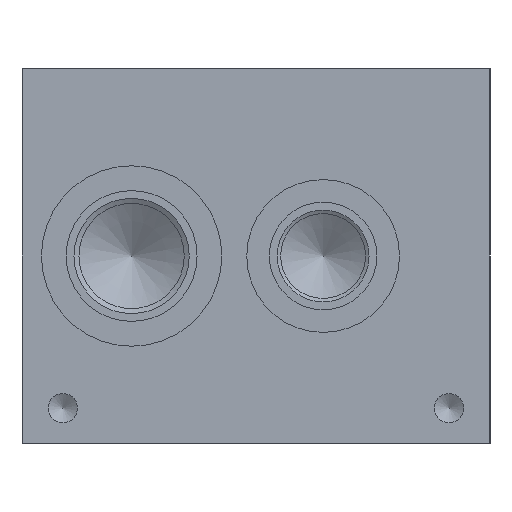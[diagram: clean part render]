
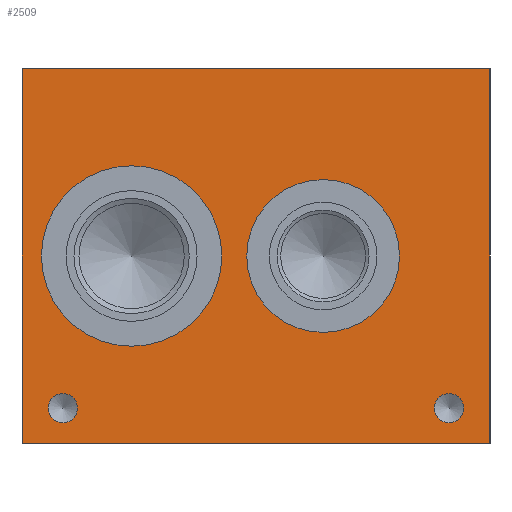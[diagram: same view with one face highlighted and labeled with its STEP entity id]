
A CAD part, left-side view. The second image highlights one B-rep face of the part: STEP entity #2509.
In plain terms, the highlighted planar face has unit normal (-1, 0, 0).
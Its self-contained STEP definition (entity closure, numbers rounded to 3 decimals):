
#1186=CARTESIAN_POINT('',(0.0,115.9,13.487));
#1187=VERTEX_POINT('',#1186);
#1188=CARTESIAN_POINT('',(0.0,115.9,9.525));
#1189=DIRECTION('',(1.0,0.0,0.0));
#1190=DIRECTION('',(0.0,0.0,1.0));
#1191=AXIS2_PLACEMENT_3D('',#1188,#1189,#1190);
#1192=CIRCLE('',#1191,3.962);
#1193=EDGE_CURVE('',#1187,#1187,#1192,.T.);
#1223=CARTESIAN_POINT('',(0.0,11.125,13.487));
#1224=VERTEX_POINT('',#1223);
#1225=CARTESIAN_POINT('',(0.0,11.125,9.525));
#1226=DIRECTION('',(1.0,0.0,0.0));
#1227=DIRECTION('',(0.0,0.0,1.0));
#1228=AXIS2_PLACEMENT_3D('',#1225,#1226,#1227);
#1229=CIRCLE('',#1228,3.962);
#1230=EDGE_CURVE('',#1224,#1224,#1229,.T.);
#1694=CARTESIAN_POINT('',(0.0,45.288,71.526));
#1695=VERTEX_POINT('',#1694);
#1696=CARTESIAN_POINT('',(0.0,45.288,50.8));
#1697=DIRECTION('',(1.0,0.0,0.0));
#1698=DIRECTION('',(0.0,0.0,1.0));
#1699=AXIS2_PLACEMENT_3D('',#1696,#1697,#1698);
#1700=CIRCLE('',#1699,20.726);
#1701=EDGE_CURVE('',#1695,#1695,#1700,.T.);
#1851=CARTESIAN_POINT('',(0.0,97.257,75.286));
#1852=VERTEX_POINT('',#1851);
#1853=CARTESIAN_POINT('',(0.0,97.257,50.8));
#1854=DIRECTION('',(1.0,0.0,0.0));
#1855=DIRECTION('',(0.0,0.0,1.0));
#1856=AXIS2_PLACEMENT_3D('',#1853,#1854,#1855);
#1857=CIRCLE('',#1856,24.486);
#1858=EDGE_CURVE('',#1852,#1852,#1857,.T.);
#2458=CARTESIAN_POINT('',(0.0,0.0,0.0));
#2459=DIRECTION('',(-1.0,0.0,0.0));
#2460=DIRECTION('',(0.0,0.0,1.0));
#2461=AXIS2_PLACEMENT_3D('',#2458,#2459,#2460);
#2462=PLANE('',#2461);
#2463=CARTESIAN_POINT('',(0.0,0.0,101.6));
#2464=VERTEX_POINT('',#2463);
#2465=CARTESIAN_POINT('',(0.0,127.,101.6));
#2466=VERTEX_POINT('',#2465);
#2467=CARTESIAN_POINT('',(0.0,0.0,101.6));
#2468=DIRECTION('',(0.0,1.0,0.0));
#2469=VECTOR('',#2468,127.);
#2470=LINE('',#2467,#2469);
#2471=EDGE_CURVE('',#2464,#2466,#2470,.T.);
#2472=ORIENTED_EDGE('',*,*,#2471,.T.);
#2473=CARTESIAN_POINT('',(0.0,127.,0.0));
#2474=VERTEX_POINT('',#2473);
#2475=CARTESIAN_POINT('',(0.0,127.,0.0));
#2476=DIRECTION('',(0.0,0.0,1.0));
#2477=VECTOR('',#2476,101.6);
#2478=LINE('',#2475,#2477);
#2479=EDGE_CURVE('',#2474,#2466,#2478,.T.);
#2480=ORIENTED_EDGE('',*,*,#2479,.F.);
#2481=CARTESIAN_POINT('',(0.0,0.0,0.0));
#2482=VERTEX_POINT('',#2481);
#2483=CARTESIAN_POINT('',(0.0,127.,0.0));
#2484=DIRECTION('',(0.0,-1.0,0.0));
#2485=VECTOR('',#2484,127.);
#2486=LINE('',#2483,#2485);
#2487=EDGE_CURVE('',#2474,#2482,#2486,.T.);
#2488=ORIENTED_EDGE('',*,*,#2487,.T.);
#2489=CARTESIAN_POINT('',(0.0,0.0,0.0));
#2490=DIRECTION('',(0.0,0.0,1.0));
#2491=VECTOR('',#2490,101.6);
#2492=LINE('',#2489,#2491);
#2493=EDGE_CURVE('',#2482,#2464,#2492,.T.);
#2494=ORIENTED_EDGE('',*,*,#2493,.T.);
#2495=EDGE_LOOP('',(#2472,#2480,#2488,#2494));
#2496=FACE_OUTER_BOUND('',#2495,.T.);
#2497=ORIENTED_EDGE('',*,*,#1193,.T.);
#2498=EDGE_LOOP('',(#2497));
#2499=FACE_BOUND('',#2498,.T.);
#2500=ORIENTED_EDGE('',*,*,#1230,.T.);
#2501=EDGE_LOOP('',(#2500));
#2502=FACE_BOUND('',#2501,.T.);
#2503=ORIENTED_EDGE('',*,*,#1701,.T.);
#2504=EDGE_LOOP('',(#2503));
#2505=FACE_BOUND('',#2504,.T.);
#2506=ORIENTED_EDGE('',*,*,#1858,.T.);
#2507=EDGE_LOOP('',(#2506));
#2508=FACE_BOUND('',#2507,.T.);
#2509=ADVANCED_FACE('',(#2496,#2499,#2502,#2505,#2508),#2462,.T.);
